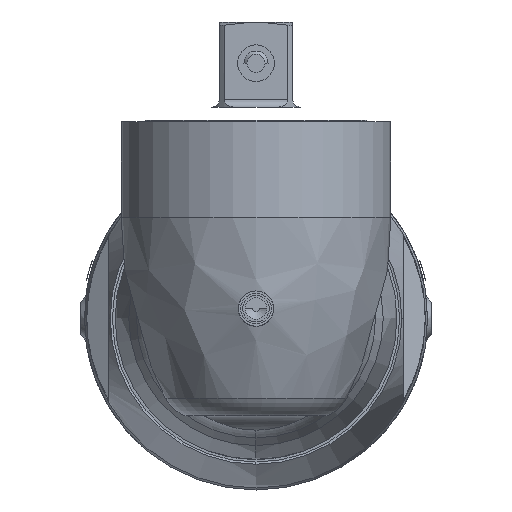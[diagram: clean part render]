
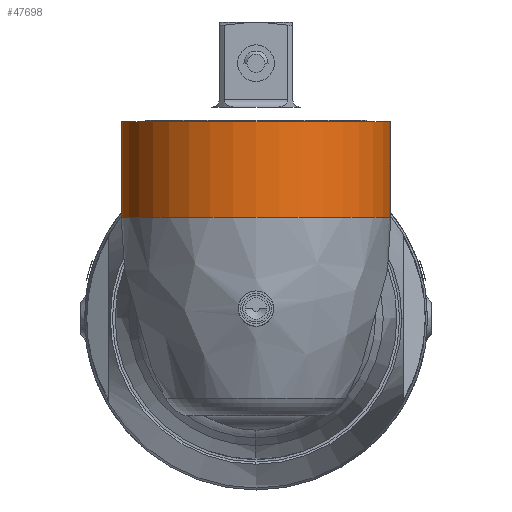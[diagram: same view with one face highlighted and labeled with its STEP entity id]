
A CAD part, left-side view. The second image highlights one B-rep face of the part: STEP entity #47698.
In plain terms, the highlighted cylindrical face has radius 17.462 mm (diameter 34.925 mm), a partial arc.
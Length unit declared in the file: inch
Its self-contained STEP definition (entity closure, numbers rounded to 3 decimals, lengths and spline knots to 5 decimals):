
#46001=CARTESIAN_POINT('',(-4.756,0.,1.0025));
#46002=DIRECTION('',(0.,0.,-1.));
#46003=DIRECTION('',(0.,-1.,0.));
#46004=AXIS2_PLACEMENT_3D('',#46001,#46002,#46003);
#46006=CARTESIAN_POINT('',(-4.756,0.,0.515));
#46007=DIRECTION('',(0.,0.,-1.));
#46008=DIRECTION('',(0.,-1.,0.));
#46009=AXIS2_PLACEMENT_3D('',#46006,#46007,#46008);
#46016=DIRECTION('',(0.,0.,1.));
#46017=VECTOR('',#46016,0.4875);
#46018=CARTESIAN_POINT('',(-4.756,0.6875,0.515));
#46019=LINE('',#46018,#46017);
#46052=DIRECTION('',(0.,0.,1.));
#46053=VECTOR('',#46052,0.4875);
#46054=CARTESIAN_POINT('',(-4.756,-0.6875,0.515));
#46055=LINE('',#46054,#46053);
#47210=CARTESIAN_POINT('',(-4.756,-0.6875,0.515));
#47211=CARTESIAN_POINT('',(-4.756,0.6875,0.515));
#47212=VERTEX_POINT('',#47210);
#47213=VERTEX_POINT('',#47211);
#47548=CARTESIAN_POINT('',(-4.756,-0.6875,1.0025));
#47549=CARTESIAN_POINT('',(-4.756,0.6875,1.0025));
#47550=VERTEX_POINT('',#47548);
#47551=VERTEX_POINT('',#47549);
#47684=CARTESIAN_POINT('',(-4.756,0.,1.12));
#47685=DIRECTION('',(0.,0.,-1.));
#47686=DIRECTION('',(0.,1.,0.));
#47687=AXIS2_PLACEMENT_3D('',#47684,#47685,#47686);
#47688=CYLINDRICAL_SURFACE('',#47687,0.6875);
#47690=ORIENTED_EDGE('',*,*,#47689,.F.);
#47692=ORIENTED_EDGE('',*,*,#47691,.F.);
#47693=ORIENTED_EDGE('',*,*,#47671,.T.);
#47695=ORIENTED_EDGE('',*,*,#47694,.T.);
#47696=EDGE_LOOP('',(#47690,#47692,#47693,#47695));
#47697=FACE_OUTER_BOUND('',#47696,.F.);
#47698=ADVANCED_FACE('',(#47697),#47688,.T.);
#46005=CIRCLE('',#46004,0.6875);
#46010=CIRCLE('',#46009,0.6875);
#47671=EDGE_CURVE('',#47212,#47213,#46010,.T.);
#47689=EDGE_CURVE('',#47550,#47551,#46005,.T.);
#47691=EDGE_CURVE('',#47212,#47550,#46055,.T.);
#47694=EDGE_CURVE('',#47213,#47551,#46019,.T.);
